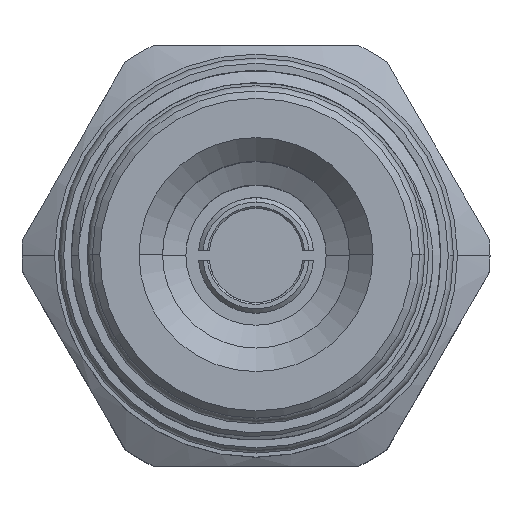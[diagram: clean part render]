
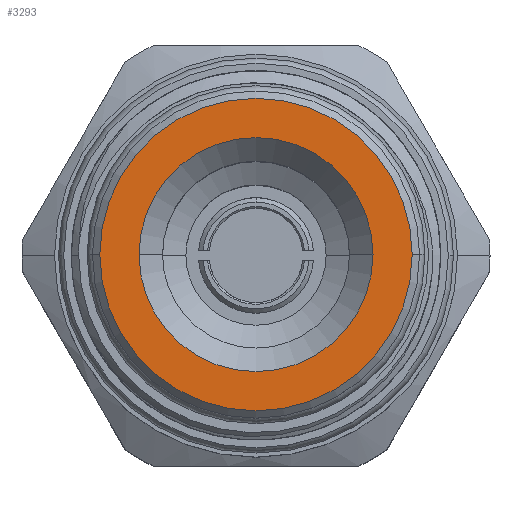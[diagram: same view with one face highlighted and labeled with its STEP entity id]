
A CAD part, top view. The second image highlights one B-rep face of the part: STEP entity #3293.
In plain terms, the highlighted planar face has unit normal (0, 0, 1).
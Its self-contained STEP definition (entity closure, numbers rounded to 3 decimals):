
#1672 = CIRCLE ( 'NONE', #7619, 10.615 ) ;
#1731 = CIRCLE ( 'NONE', #7641, 7.95 ) ;
#1951 = CIRCLE ( 'NONE', #7698, 7.95 ) ;
#2024 = CIRCLE ( 'NONE', #7727, 10.615 ) ;
#2604 = FACE_OUTER_BOUND ( 'NONE', #13712, .T. ) ;
#2610 = FACE_BOUND ( 'NONE', #13303, .T. ) ;
#3183 = AXIS2_PLACEMENT_3D ( 'NONE', #10896, #11042, #10874 ) ;
#3293 = ADVANCED_FACE ( 'NONE', ( #2604, #2610 ), #10865, .F. ) ;
#4357 = CARTESIAN_POINT ( 'NONE',  ( 0., 0., 0. ) ) ;
#4358 = DIRECTION ( 'NONE',  ( 0., 0., -1. ) ) ;
#4359 = DIRECTION ( 'NONE',  ( -1., 0., 0. ) ) ;
#7619 = AXIS2_PLACEMENT_3D ( 'NONE', #9928, #9929, #9930 ) ;
#7641 = AXIS2_PLACEMENT_3D ( 'NONE', #10137, #10138, #10139 ) ;
#7698 = AXIS2_PLACEMENT_3D ( 'NONE', #4357, #4358, #4359 ) ;
#7727 = AXIS2_PLACEMENT_3D ( 'NONE', #9427, #9428, #9429 ) ;
#9427 = CARTESIAN_POINT ( 'NONE',  ( 0., 0., 0. ) ) ;
#9428 = DIRECTION ( 'NONE',  ( 0., 0., -1. ) ) ;
#9429 = DIRECTION ( 'NONE',  ( -1., 0., 0. ) ) ;
#9928 = CARTESIAN_POINT ( 'NONE',  ( 0., 0., 0. ) ) ;
#9929 = DIRECTION ( 'NONE',  ( 0., 0., -1. ) ) ;
#9930 = DIRECTION ( 'NONE',  ( -1., 0., 0. ) ) ;
#10137 = CARTESIAN_POINT ( 'NONE',  ( 0., 0., 0. ) ) ;
#10138 = DIRECTION ( 'NONE',  ( 0., 0., -1. ) ) ;
#10139 = DIRECTION ( 'NONE',  ( -1., 0., 0. ) ) ;
#10356 = CARTESIAN_POINT ( 'NONE',  ( 7.95, 0., 0. ) ) ;
#10502 = CARTESIAN_POINT ( 'NONE',  ( -10.615, 0., 0. ) ) ;
#10521 = CARTESIAN_POINT ( 'NONE',  ( 10.615, 0., 0. ) ) ;
#10631 = CARTESIAN_POINT ( 'NONE',  ( -7.95, 0., 0. ) ) ;
#10865 = PLANE ( 'NONE',  #3183 ) ;
#10874 = DIRECTION ( 'NONE',  ( -1., 0., 0. ) ) ;
#10896 = CARTESIAN_POINT ( 'NONE',  ( 0., 0., 0. ) ) ;
#11042 = DIRECTION ( 'NONE',  ( 0., 0., -1. ) ) ;
#11627 = EDGE_CURVE ( 'NONE', #12173, #12187, #1672, .T. ) ;
#11672 = EDGE_CURVE ( 'NONE', #12023, #12268, #1731, .T. ) ;
#12023 = VERTEX_POINT ( 'NONE', #10356 ) ;
#12173 = VERTEX_POINT ( 'NONE', #10502 ) ;
#12187 = VERTEX_POINT ( 'NONE', #10521 ) ;
#12268 = VERTEX_POINT ( 'NONE', #10631 ) ;
#12657 = ORIENTED_EDGE ( 'NONE', *, *, #11627, .F. ) ;
#12704 = ORIENTED_EDGE ( 'NONE', *, *, #13164, .T. ) ;
#12710 = ORIENTED_EDGE ( 'NONE', *, *, #11672, .T. ) ;
#12810 = ORIENTED_EDGE ( 'NONE', *, *, #13238, .F. ) ;
#13164 = EDGE_CURVE ( 'NONE', #12268, #12023, #1951, .T. ) ;
#13238 = EDGE_CURVE ( 'NONE', #12187, #12173, #2024, .T. ) ;
#13303 = EDGE_LOOP ( 'NONE', ( #12710, #12704 ) ) ;
#13712 = EDGE_LOOP ( 'NONE', ( #12657, #12810 ) ) ;
